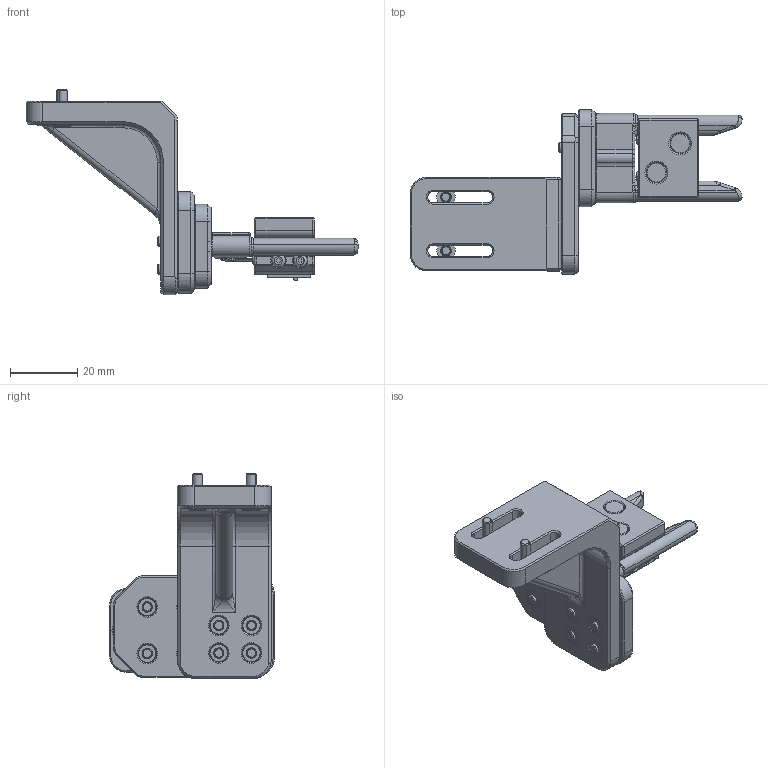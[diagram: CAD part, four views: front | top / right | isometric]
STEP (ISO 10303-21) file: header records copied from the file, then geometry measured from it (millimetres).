
FILE_DESCRIPTION (( 'STEP AP214' ), '1' );
FILE_NAME ('moron_microswitch_probe.STEP', '2020-05-29T23:56:53', ( '' ), ( '' ), 'SwSTEP 2.0', 'SolidWorks 2020', '' );
FILE_SCHEMA (( 'AUTOMOTIVE_DESIGN' ));
Length unit declared in the file: millimetre
Products named in the file (14): A bit of bent wire; 94180A331_HEAT-SET INSERTS FOR PLASTICS_94180A331; Gantry Plate; Omron_D2F_F; socket head cap screw_am_B18.3.1M - 3 x 0.5 x 8 Hex SHCS -- 8NHX; Probe Body_K2_Pattern; Fork; moron_microswitch_probe; pan head tapping screw_am_PHT 2x13x12.2-type I-D-N; socket head cap screw_am_B18.3.1M - 3 x 0.5 x 35 Hex SHCS -- 18NHX; 6x3_Magnet; Probe Body; Probe Dock; Mid Plate
Assembly tree (35 placements, depth 3):
  moron_microswitch_probe
    Probe Body
      Probe Body_K2_Pattern
      A bit of bent wire
      6x3_Magnet  x4
      Omron_D2F_F
      pan head tapping screw_am_PHT 2x13x12.2-type I-D-N  x2
    Probe Dock
      Gantry Plate
      Mid Plate
      Fork
      94180A331_HEAT-SET INSERTS FOR PLASTICS_94180A331  x8
      6x3_Magnet
      socket head cap screw_am_B18.3.1M - 3 x 0.5 x 8 Hex SHCS -- 8NHX  x10
      socket head cap screw_am_B18.3.1M - 3 x 0.5 x 35 Hex SHCS -- 18NHX  x2
Bounding box: 99.1 x 49.25 x 61.31 mm (x, y, z)
Volume: 34051.3 mm3; surface area: 24172.9 mm2
Topology: 34 solids, 34 shells, 3199 faces, 8623 edges, 5522 vertices
Faces by surface type: bspline 1280, cylinder 1049, plane 514, cone 314, torus 38, sphere 4
Entity records: 37834 total; most frequent: CARTESIAN_POINT 13972, ORIENTED_EDGE 5228, DIRECTION 4292, EDGE_CURVE 2614, AXIS2_PLACEMENT_3D 1632, VERTEX_POINT 1610, EDGE_LOOP 1130, ADVANCED_FACE 1054
